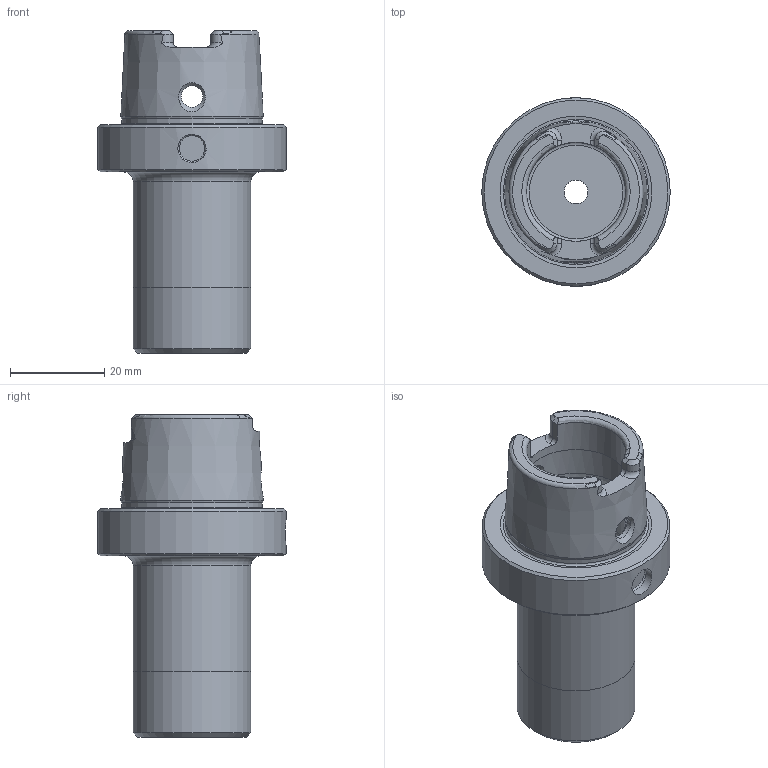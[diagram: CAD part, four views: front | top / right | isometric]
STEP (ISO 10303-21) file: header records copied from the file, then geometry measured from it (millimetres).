
FILE_DESCRIPTION(/* description */ (''),/* implementation_level */ '2;1');
FILE_NAME(/* name */ '254012022.stp',/* time_stamp */ '2021-01-08T12:41:50',/* author */ ('LRA'),/* organization */ ('REGO-FIX'),/* preprocessor_version */ ' Unknown',/* originating_system */ 'SIEMENS PLM Software Solid Edge ST10',/* authorization */ 'Unknown');
FILE_SCHEMA (('AUTOMOTIVE_DESIGN { 1 0 10303 214 2 1 1}'));
Length unit declared in the file: millimetre
Products named in the file (1): NOCUT
Bounding box: 40 x 40 x 68.5 mm (x, y, z)
Volume: 25815.1 mm3; surface area: 12003.8 mm2
Topology: 1 solids, 1 shells, 78 faces, 200 edges, 125 vertices
Faces by surface type: plane 23, cylinder 22, cone 19, torus 14
Full cylindrical faces by diameter (mm): 4.6 x2, 5 x1, 6 x1, 13.5 x1, 21 x2, 25 x2, 25.5 x1, 29.909 x1, 40 x1
Entity records: 2854 total; most frequent: CARTESIAN_POINT 642, DIRECTION 336, ORIENTED_EDGE 304, EDGE_CURVE 152, AXIS2_PLACEMENT_3D 150, FACE_BOUND 119, EDGE_LOOP 118, VERTEX_POINT 111
